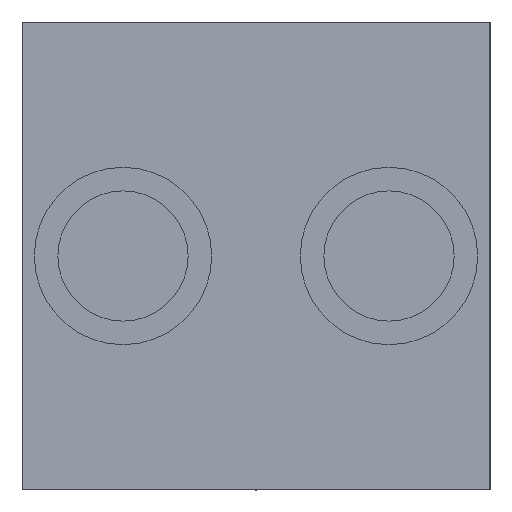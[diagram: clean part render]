
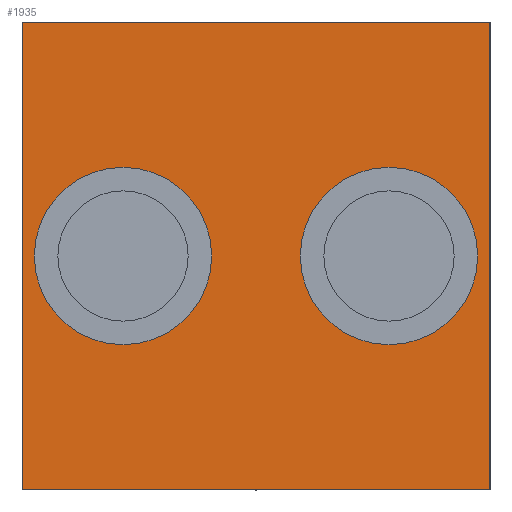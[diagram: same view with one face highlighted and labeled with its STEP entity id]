
A CAD part, left-side view. The second image highlights one B-rep face of the part: STEP entity #1935.
In plain terms, the highlighted planar face has unit normal (-1, 0, 0).
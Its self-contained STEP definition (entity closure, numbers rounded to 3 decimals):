
#1421 = EDGE_CURVE( '', #1569, #2377, #3625, .T. );
#1569 = VERTEX_POINT( '', #3791 );
#1703 = VERTEX_POINT( '', #3945 );
#1865 = EDGE_CURVE( '', #1703, #2533, #4123, .T. );
#1877 = EDGE_CURVE( '', #2005, #1949, #4136, .T. );
#1935 = ADVANCED_FACE( '', ( #4205, #4206, #4207 ), #4208, .F. );
#1949 = VERTEX_POINT( '', #4224 );
#2005 = VERTEX_POINT( '', #4283 );
#2023 = EDGE_CURVE( '', #2179, #2643, #4303, .T. );
#2031 = EDGE_CURVE( '', #1569, #1703, #4313, .T. );
#2169 = EDGE_CURVE( '', #2533, #2377, #4472, .T. );
#2179 = VERTEX_POINT( '', #4483 );
#2181 = EDGE_CURVE( '', #2643, #2179, #4485, .T. );
#2377 = VERTEX_POINT( '', #4701 );
#2533 = VERTEX_POINT( '', #4870 );
#2643 = VERTEX_POINT( '', #4994 );
#2847 = EDGE_CURVE( '', #1949, #2005, #5239, .T. );
#3625 = LINE( '', #6160, #6161 );
#3791 = CARTESIAN_POINT( '', ( 940., 95., 140. ) );
#3945 = CARTESIAN_POINT( '', ( 940., 0., 140. ) );
#4123 = LINE( '', #6803, #6804 );
#4136 = CIRCLE( '', #6823, 18. );
#4205 = FACE_BOUND( '', #6906, .T. );
#4206 = FACE_BOUND( '', #6907, .T. );
#4207 = FACE_OUTER_BOUND( '', #6908, .T. );
#4208 = PLANE( '', #6909 );
#4224 = CARTESIAN_POINT( '', ( 940., 38.5, 92.5 ) );
#4283 = CARTESIAN_POINT( '', ( 940., 2.5, 92.5 ) );
#4303 = CIRCLE( '', #7036, 18. );
#4313 = LINE( '', #7048, #7049 );
#4472 = LINE( '', #7252, #7253 );
#4483 = CARTESIAN_POINT( '', ( 940., 56.5, 92.5 ) );
#4485 = CIRCLE( '', #7270, 18. );
#4701 = CARTESIAN_POINT( '', ( 940., 95., 45. ) );
#4870 = CARTESIAN_POINT( '', ( 940., 0., 45. ) );
#4994 = CARTESIAN_POINT( '', ( 940., 92.5, 92.5 ) );
#5239 = CIRCLE( '', #8233, 18. );
#6160 = CARTESIAN_POINT( '', ( 940., 95., 92.5 ) );
#6161 = VECTOR( '', #9248, 1. );
#6803 = CARTESIAN_POINT( '', ( 940., 0., 92.5 ) );
#6804 = VECTOR( '', #9850, 1. );
#6823 = AXIS2_PLACEMENT_3D( '', #9862, #9863, #9864 );
#6906 = EDGE_LOOP( '', ( #9966, #9967 ) );
#6907 = EDGE_LOOP( '', ( #9968, #9969 ) );
#6908 = EDGE_LOOP( '', ( #9970, #9971, #9972, #9973 ) );
#6909 = AXIS2_PLACEMENT_3D( '', #9974, #9975, #9976 );
#7036 = AXIS2_PLACEMENT_3D( '', #10074, #10075, #10076 );
#7048 = CARTESIAN_POINT( '', ( 940., 47.5, 140. ) );
#7049 = VECTOR( '', #10096, 1. );
#7252 = CARTESIAN_POINT( '', ( 940., 47.5, 45. ) );
#7253 = VECTOR( '', #10325, 1. );
#7270 = AXIS2_PLACEMENT_3D( '', #10338, #10339, #10340 );
#8233 = AXIS2_PLACEMENT_3D( '', #11258, #11259, #11260 );
#9248 = DIRECTION( '', ( 0., 0., -1. ) );
#9850 = DIRECTION( '', ( 0., 0., -1. ) );
#9862 = CARTESIAN_POINT( '', ( 940., 20.5, 92.5 ) );
#9863 = DIRECTION( '', ( 1., 0., 0. ) );
#9864 = DIRECTION( '', ( 0., 1., 0. ) );
#9966 = ORIENTED_EDGE( '', *, *, #2847, .T. );
#9967 = ORIENTED_EDGE( '', *, *, #1877, .T. );
#9968 = ORIENTED_EDGE( '', *, *, #2181, .T. );
#9969 = ORIENTED_EDGE( '', *, *, #2023, .T. );
#9970 = ORIENTED_EDGE( '', *, *, #1421, .T. );
#9971 = ORIENTED_EDGE( '', *, *, #2169, .F. );
#9972 = ORIENTED_EDGE( '', *, *, #1865, .F. );
#9973 = ORIENTED_EDGE( '', *, *, #2031, .F. );
#9974 = CARTESIAN_POINT( '', ( 940., 47.5, 92.5 ) );
#9975 = DIRECTION( '', ( 1., 0., 0. ) );
#9976 = DIRECTION( '', ( 0., 0., -1. ) );
#10074 = CARTESIAN_POINT( '', ( 940., 74.5, 92.5 ) );
#10075 = DIRECTION( '', ( 1., 0., 0. ) );
#10076 = DIRECTION( '', ( 0., 1., 0. ) );
#10096 = DIRECTION( '', ( 0., -1., 0. ) );
#10325 = DIRECTION( '', ( 0., 1., 0. ) );
#10338 = CARTESIAN_POINT( '', ( 940., 74.5, 92.5 ) );
#10339 = DIRECTION( '', ( 1., 0., 0. ) );
#10340 = DIRECTION( '', ( 0., 1., 0. ) );
#11258 = CARTESIAN_POINT( '', ( 940., 20.5, 92.5 ) );
#11259 = DIRECTION( '', ( 1., 0., 0. ) );
#11260 = DIRECTION( '', ( 0., 1., 0. ) );
